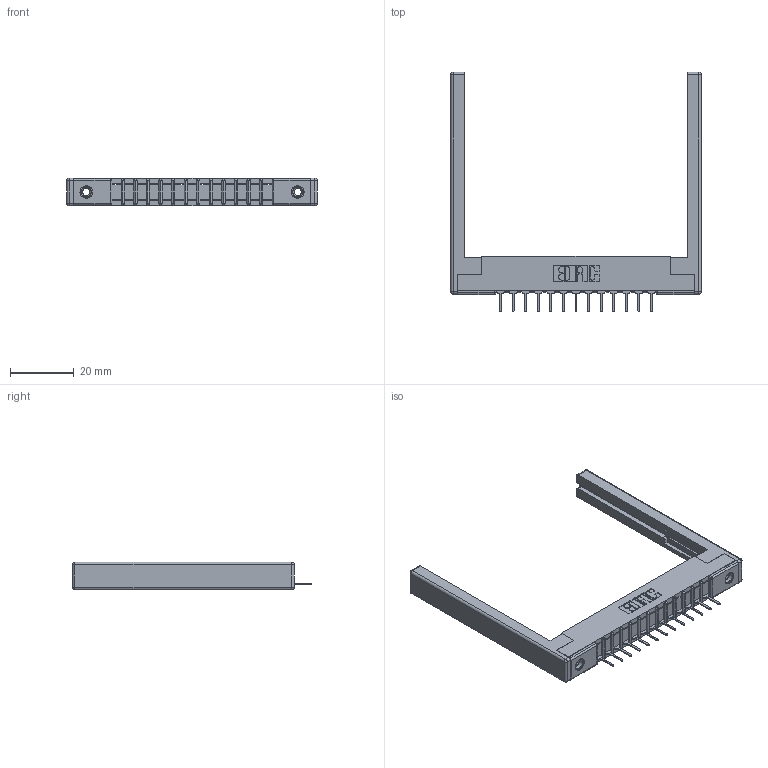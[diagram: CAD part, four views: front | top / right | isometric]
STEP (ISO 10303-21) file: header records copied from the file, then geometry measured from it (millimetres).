
FILE_DESCRIPTION (( 'STEP AP203' ), '1' );
FILE_NAME ('307-013-531-168.STEP', '2019-09-03T16:04:43', ( '' ), ( '' ), 'SwSTEP 2.0', 'SolidWorks 2016', '' );
FILE_SCHEMA (( 'CONFIG_CONTROL_DESIGN' ));
Length unit declared in the file: inch
Products named in the file (5): 307-220-068; 307-290-001_531; 307-013-531-168; 345-250-001_345-250-001-102; 307 Part_.156 Dia Mounting Holes
Assembly tree (18 placements, depth 2):
  307-013-531-168
    307 Part_.156 Dia Mounting Holes
    307-290-001_531  x13
    307-220-068  x2
    345-250-001_345-250-001-102  x2
Bounding box: 78.94 x 75.39 x 8.71 mm (x, y, z)
Volume: 9554.3 mm3; surface area: 11380.8 mm2
Topology: 18 solids, 18 shells, 1014 faces, 2819 edges, 1802 vertices
Faces by surface type: plane 639, cylinder 323, sphere 36, cone 12, torus 4
Entity records: 17447 total; most frequent: CARTESIAN_POINT 2893, ORIENTED_EDGE 2868, DIRECTION 2848, EDGE_CURVE 1434, LINE 1086, VECTOR 1086, VERTEX_POINT 926, AXIS2_PLACEMENT_3D 881
